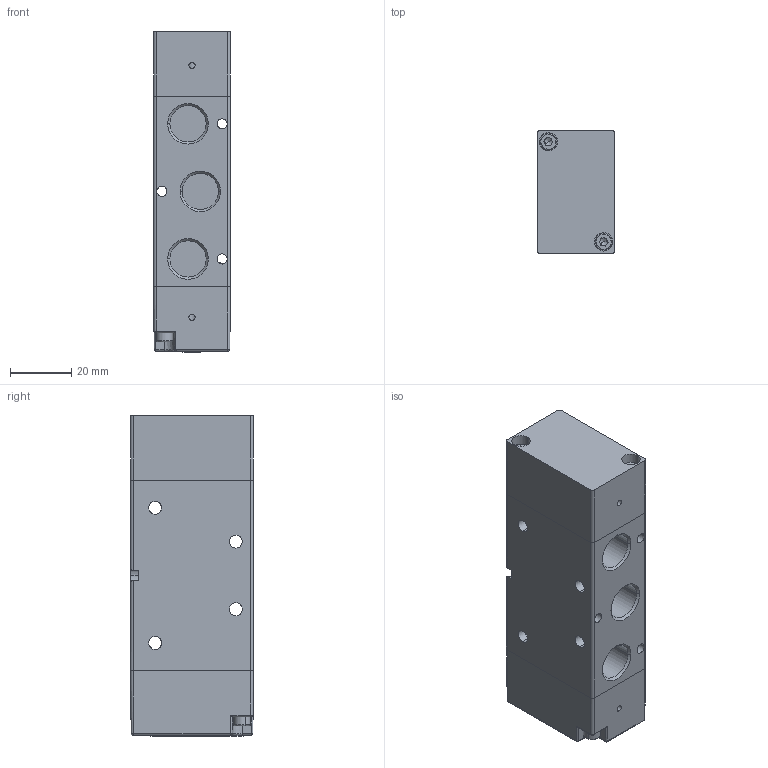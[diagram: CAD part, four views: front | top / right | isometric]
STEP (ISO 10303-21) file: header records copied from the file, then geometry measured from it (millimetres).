
FILE_DESCRIPTION (( 'STEP AP214' ), '1' );
FILE_NAME ('01_030_4.STEP', '2016-01-20T15:59:24', ( '' ), ( '' ), 'SwSTEP 2.0', 'SolidWorks 2016', '' );
FILE_SCHEMA (( 'AUTOMOTIVE_DESIGN' ));
Length unit declared in the file: millimetre
Products named in the file (1): 01_030_4
Bounding box: 25 x 40 x 104.4 mm (x, y, z)
Volume: 91473.1 mm3; surface area: 28026.9 mm2
Topology: 8 solids, 8 shells, 1553 faces, 4106 edges, 2581 vertices
Faces by surface type: cone 655, cylinder 416, plane 405, bspline 39, torus 38
Entity records: 51746 total; most frequent: CARTESIAN_POINT 11613, DIRECTION 8866, ORIENTED_EDGE 8192, EDGE_CURVE 4096, AXIS2_PLACEMENT_3D 3368, VERTEX_POINT 2581, LINE 2130, VECTOR 2130
